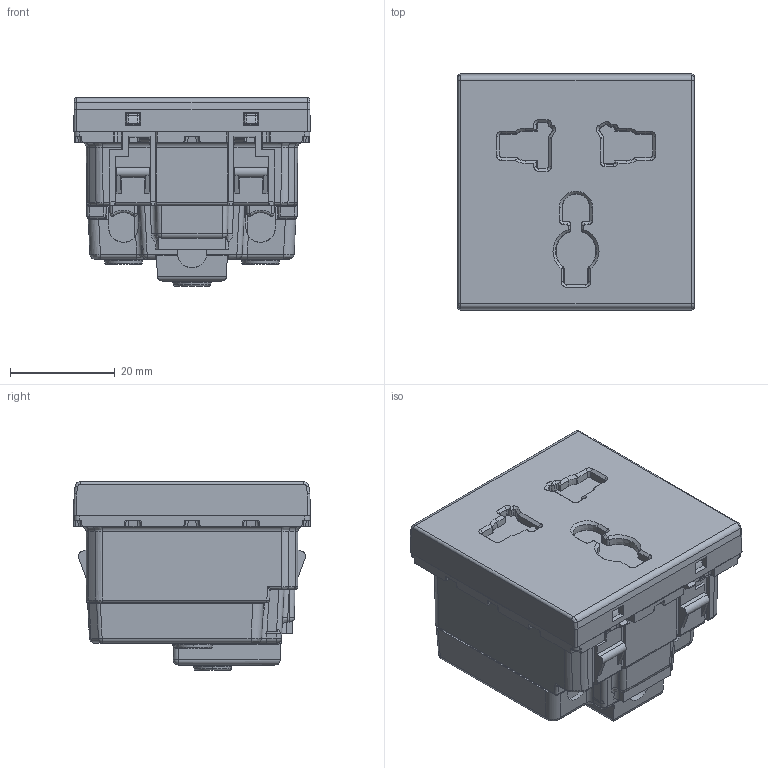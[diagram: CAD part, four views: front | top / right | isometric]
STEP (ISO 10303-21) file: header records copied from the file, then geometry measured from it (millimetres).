
FILE_DESCRIPTION(('CATIA V5 STEP Exchange','CAx-IF Rec.Pracs.--- Model Styling and Organization---1.5--- 2016-08-15','CAx-IF Rec.Pracs.---Supplemental Geometry---1.0---2011-11-01','CAx-IF Rec.Pracs.--- Composite Materials ---1.1---2010-07-15'),'2;1');
FILE_NAME('572123.stp','2025-02-10T07:35:57+00:00',('none'),('none'),'CATIA Version 5-6 Release 2020 SP3','CATIA V5 STEP AP214 v2','none');
FILE_SCHEMA(('AUTOMOTIVE_DESIGN { 1 0 10303 214 1 1 1 1 }'));
Length unit declared in the file: millimetre
Products named in the file (1): 572123
Bounding box: 45.05 x 45.05 x 35.95 mm (x, y, z)
Volume: 49767.5 mm3; surface area: 15103.7 mm2
Topology: 1 solids, 7 shells, 1283 faces, 3588 edges, 2281 vertices
Faces by surface type: plane 715, cylinder 265, bspline 130, cone 121, sphere 30, torus 22
Entity records: 45317 total; most frequent: CARTESIAN_POINT 16848, ORIENTED_EDGE 7116, DIRECTION 3935, EDGE_CURVE 3558, VERTEX_POINT 2281, VECTOR 1743, LINE 1743, B_SPLINE_CURVE_WITH_KNOTS 1403
